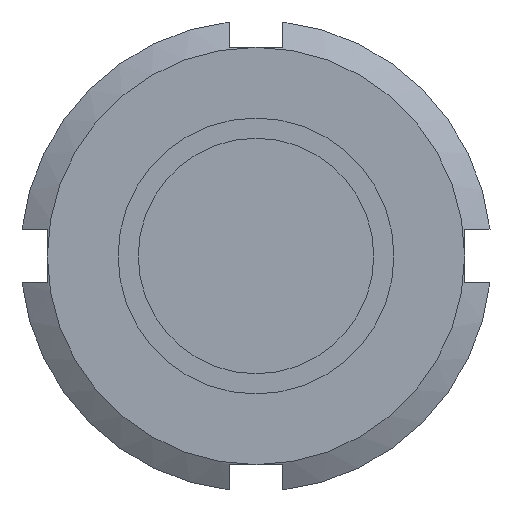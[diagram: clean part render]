
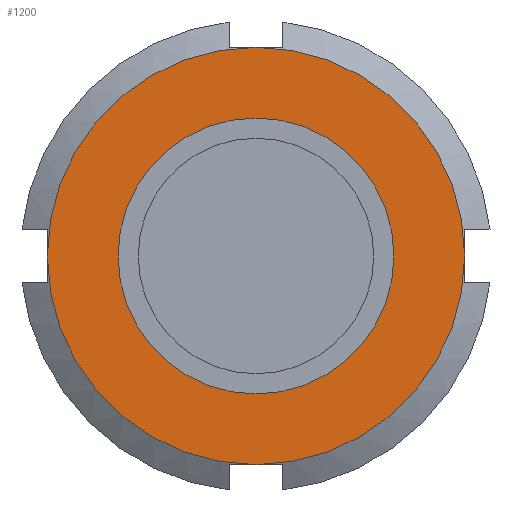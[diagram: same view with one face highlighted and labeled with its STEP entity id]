
A CAD part, left-side view. The second image highlights one B-rep face of the part: STEP entity #1200.
In plain terms, the highlighted planar face has unit normal (-1, 0, 0).
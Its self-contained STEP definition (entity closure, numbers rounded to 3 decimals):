
#18 = CARTESIAN_POINT ( 'NONE',  ( -6., 20.5, 0. ) ) ;
#21 = PLANE ( 'NONE',  #690 ) ;
#78 = EDGE_CURVE ( 'NONE', #717, #1593, #215, .T. ) ;
#92 = CARTESIAN_POINT ( 'NONE',  ( -6., -20.5, 0. ) ) ;
#96 = CARTESIAN_POINT ( 'NONE',  ( -6., 0., 0. ) ) ;
#133 = DIRECTION ( 'NONE',  ( 1., 0., 0. ) ) ;
#150 = EDGE_LOOP ( 'NONE', ( #1356, #1420 ) ) ;
#170 = CARTESIAN_POINT ( 'NONE',  ( -6., 0., 31. ) ) ;
#177 = AXIS2_PLACEMENT_3D ( 'NONE', #977, #691, #932 ) ;
#215 = CIRCLE ( 'NONE', #1018, 31. ) ;
#299 = DIRECTION ( 'NONE',  ( 0., 1., 0. ) ) ;
#303 = CIRCLE ( 'NONE', #651, 31. ) ;
#318 = DIRECTION ( 'NONE',  ( 1., 0., 0. ) ) ;
#321 = ORIENTED_EDGE ( 'NONE', *, *, #907, .F. ) ;
#386 = CARTESIAN_POINT ( 'NONE',  ( -6., 0., 0. ) ) ;
#409 = DIRECTION ( 'NONE',  ( 1., 0., 0. ) ) ;
#477 = DIRECTION ( 'NONE',  ( 1., 0., 0. ) ) ;
#486 = CARTESIAN_POINT ( 'NONE',  ( -6., -31., 0. ) ) ;
#507 = CIRCLE ( 'NONE', #519, 20.5 ) ;
#519 = AXIS2_PLACEMENT_3D ( 'NONE', #1545, #318, #1275 ) ;
#541 = VERTEX_POINT ( 'NONE', #943 ) ;
#554 = DIRECTION ( 'NONE',  ( 0., 1., 0. ) ) ;
#569 = DIRECTION ( 'NONE',  ( 1., 0., 0. ) ) ;
#598 = EDGE_LOOP ( 'NONE', ( #1548, #321, #676, #1575 ) ) ;
#599 = CARTESIAN_POINT ( 'NONE',  ( -6., 0., 0. ) ) ;
#605 = FACE_OUTER_BOUND ( 'NONE', #598, .T. ) ;
#613 = CARTESIAN_POINT ( 'NONE',  ( -6., 0., 31. ) ) ;
#619 = EDGE_CURVE ( 'NONE', #788, #726, #507, .T. ) ;
#651 = AXIS2_PLACEMENT_3D ( 'NONE', #386, #569, #299 ) ;
#676 = ORIENTED_EDGE ( 'NONE', *, *, #730, .F. ) ;
#690 = AXIS2_PLACEMENT_3D ( 'NONE', #613, #133, #980 ) ;
#691 = DIRECTION ( 'NONE',  ( 1., 0., 0. ) ) ;
#704 = DIRECTION ( 'NONE',  ( 0., 1., 0. ) ) ;
#717 = VERTEX_POINT ( 'NONE', #170 ) ;
#726 = VERTEX_POINT ( 'NONE', #18 ) ;
#730 = EDGE_CURVE ( 'NONE', #1381, #541, #303, .T. ) ;
#748 = AXIS2_PLACEMENT_3D ( 'NONE', #96, #409, #704 ) ;
#788 = VERTEX_POINT ( 'NONE', #92 ) ;
#894 = EDGE_CURVE ( 'NONE', #1593, #1381, #941, .T. ) ;
#907 = EDGE_CURVE ( 'NONE', #541, #717, #925, .T. ) ;
#925 = CIRCLE ( 'NONE', #748, 31. ) ;
#932 = DIRECTION ( 'NONE',  ( 0., 1., 0. ) ) ;
#941 = CIRCLE ( 'NONE', #1147, 31. ) ;
#943 = CARTESIAN_POINT ( 'NONE',  ( -6., 31., 0. ) ) ;
#968 = CARTESIAN_POINT ( 'NONE',  ( -6., 0., -31. ) ) ;
#977 = CARTESIAN_POINT ( 'NONE',  ( -6., 0., 0. ) ) ;
#980 = DIRECTION ( 'NONE',  ( 0., 1., 0. ) ) ;
#1018 = AXIS2_PLACEMENT_3D ( 'NONE', #1301, #1607, #1628 ) ;
#1073 = FACE_BOUND ( 'NONE', #150, .T. ) ;
#1147 = AXIS2_PLACEMENT_3D ( 'NONE', #599, #477, #554 ) ;
#1200 = ADVANCED_FACE ( 'NONE', ( #1073, #605 ), #21, .F. ) ;
#1232 = EDGE_CURVE ( 'NONE', #726, #788, #1433, .T. ) ;
#1275 = DIRECTION ( 'NONE',  ( 0., 1., 0. ) ) ;
#1301 = CARTESIAN_POINT ( 'NONE',  ( -6., 0., 0. ) ) ;
#1356 = ORIENTED_EDGE ( 'NONE', *, *, #1232, .T. ) ;
#1381 = VERTEX_POINT ( 'NONE', #968 ) ;
#1420 = ORIENTED_EDGE ( 'NONE', *, *, #619, .T. ) ;
#1433 = CIRCLE ( 'NONE', #177, 20.5 ) ;
#1545 = CARTESIAN_POINT ( 'NONE',  ( -6., 0., 0. ) ) ;
#1548 = ORIENTED_EDGE ( 'NONE', *, *, #78, .F. ) ;
#1575 = ORIENTED_EDGE ( 'NONE', *, *, #894, .F. ) ;
#1593 = VERTEX_POINT ( 'NONE', #486 ) ;
#1607 = DIRECTION ( 'NONE',  ( 1., 0., 0. ) ) ;
#1628 = DIRECTION ( 'NONE',  ( 0., 1., 0. ) ) ;
